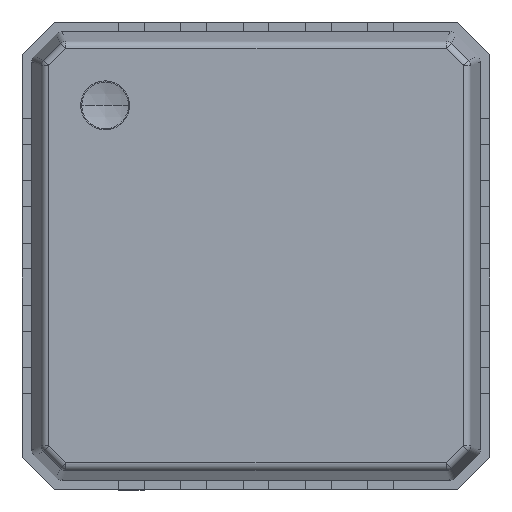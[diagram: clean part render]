
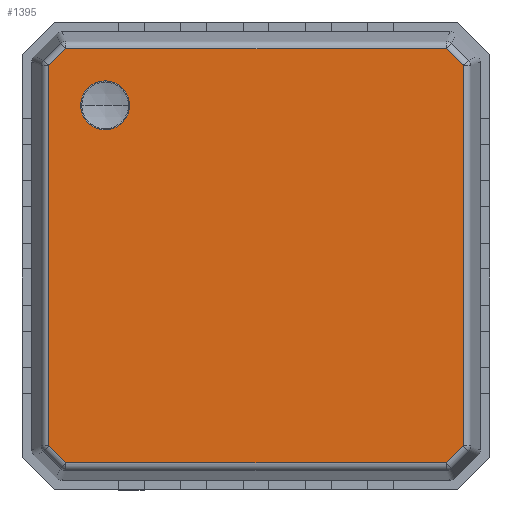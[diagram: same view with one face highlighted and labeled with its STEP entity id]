
A CAD part, top view. The second image highlights one B-rep face of the part: STEP entity #1395.
In plain terms, the highlighted planar face has unit normal (0, 0, 1).
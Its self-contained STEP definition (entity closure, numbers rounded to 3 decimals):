
#1296 = VERTEX_POINT ( 'NONE', #6180 ) ;
#1298 = EDGE_CURVE ( 'NONE', #1299, #1296, #6237, .T. ) ;
#1299 = VERTEX_POINT ( 'NONE', #6232 ) ;
#1395 = ADVANCED_FACE ( 'NONE', ( #6403, #6402 ), #6429, .F. ) ;
#1396 = EDGE_LOOP ( 'NONE', ( #1397, #1458, #1461, #1464, #1467, #1441, #1444, #1447 ) ) ;
#1397 = ORIENTED_EDGE ( 'NONE', *, *, #1455, .T. ) ;
#1441 = ORIENTED_EDGE ( 'NONE', *, *, #1442, .T. ) ;
#1442 = EDGE_CURVE ( 'NONE', #1469, #1443, #6529, .T. ) ;
#1443 = VERTEX_POINT ( 'NONE', #6522 ) ;
#1444 = ORIENTED_EDGE ( 'NONE', *, *, #1445, .T. ) ;
#1445 = EDGE_CURVE ( 'NONE', #1443, #1446, #6521, .T. ) ;
#1446 = VERTEX_POINT ( 'NONE', #6517 ) ;
#1447 = ORIENTED_EDGE ( 'NONE', *, *, #1448, .T. ) ;
#1448 = EDGE_CURVE ( 'NONE', #1446, #1456, #6516, .T. ) ;
#1449 = EDGE_LOOP ( 'NONE', ( #1450, #1451 ) ) ;
#1450 = ORIENTED_EDGE ( 'NONE', *, *, #1298, .T. ) ;
#1451 = ORIENTED_EDGE ( 'NONE', *, *, #1452, .T. ) ;
#1452 = EDGE_CURVE ( 'NONE', #1296, #1299, #6511, .T. ) ;
#1455 = EDGE_CURVE ( 'NONE', #1456, #1457, #6543, .T. ) ;
#1456 = VERTEX_POINT ( 'NONE', #6539 ) ;
#1457 = VERTEX_POINT ( 'NONE', #6538 ) ;
#1458 = ORIENTED_EDGE ( 'NONE', *, *, #1459, .T. ) ;
#1459 = EDGE_CURVE ( 'NONE', #1457, #1460, #6537, .T. ) ;
#1460 = VERTEX_POINT ( 'NONE', #6533 ) ;
#1461 = ORIENTED_EDGE ( 'NONE', *, *, #1462, .T. ) ;
#1462 = EDGE_CURVE ( 'NONE', #1460, #1463, #6532, .T. ) ;
#1463 = VERTEX_POINT ( 'NONE', #6581 ) ;
#1464 = ORIENTED_EDGE ( 'NONE', *, *, #1465, .T. ) ;
#1465 = EDGE_CURVE ( 'NONE', #1463, #1466, #6580, .T. ) ;
#1466 = VERTEX_POINT ( 'NONE', #6576 ) ;
#1467 = ORIENTED_EDGE ( 'NONE', *, *, #1468, .T. ) ;
#1468 = EDGE_CURVE ( 'NONE', #1466, #1469, #6575, .T. ) ;
#1469 = VERTEX_POINT ( 'NONE', #6571 ) ;
#6180 = CARTESIAN_POINT ( 'NONE',  ( -1.621, 1.931, 0.85 ) ) ;
#6232 = CARTESIAN_POINT ( 'NONE',  ( -2.249, 1.931, 0.85 ) ) ;
#6233 = DIRECTION ( 'NONE',  ( -1., 0., 0. ) ) ;
#6234 = DIRECTION ( 'NONE',  ( 0., 0., -1. ) ) ;
#6235 = CARTESIAN_POINT ( 'NONE',  ( -1.935, 1.931, 0.85 ) ) ;
#6236 = AXIS2_PLACEMENT_3D ( 'NONE', #6235, #6234, #6233 ) ;
#6237 = CIRCLE ( 'NONE', #6236, 0.314 ) ;
#6402 = FACE_BOUND ( 'NONE', #1449, .T. ) ;
#6403 = FACE_OUTER_BOUND ( 'NONE', #1396, .T. ) ;
#6425 = DIRECTION ( 'NONE',  ( -1., 0., 0. ) ) ;
#6426 = DIRECTION ( 'NONE',  ( 0., 0., -1. ) ) ;
#6427 = CARTESIAN_POINT ( 'NONE',  ( -2.875, 2.875, 0.85 ) ) ;
#6428 = AXIS2_PLACEMENT_3D ( 'NONE', #6427, #6426, #6425 ) ;
#6429 = PLANE ( 'NONE',  #6428 ) ;
#6507 = DIRECTION ( 'NONE',  ( -1., 0., 0. ) ) ;
#6508 = DIRECTION ( 'NONE',  ( 0., 0., -1. ) ) ;
#6509 = CARTESIAN_POINT ( 'NONE',  ( -1.935, 1.931, 0.85 ) ) ;
#6510 = AXIS2_PLACEMENT_3D ( 'NONE', #6509, #6508, #6507 ) ;
#6511 = CIRCLE ( 'NONE', #6510, 0.314 ) ;
#6513 = DIRECTION ( 'NONE',  ( 0.707, 0.707, 0. ) ) ;
#6514 = VECTOR ( 'NONE', #6513, 1000. ) ;
#6515 = CARTESIAN_POINT ( 'NONE',  ( 2.68, -2.414, 0.85 ) ) ;
#6516 = LINE ( 'NONE', #6515, #6514 ) ;
#6517 = CARTESIAN_POINT ( 'NONE',  ( 2.437, -2.656, 0.85 ) ) ;
#6518 = DIRECTION ( 'NONE',  ( 1., 0., 0. ) ) ;
#6519 = VECTOR ( 'NONE', #6518, 1000. ) ;
#6520 = CARTESIAN_POINT ( 'NONE',  ( 2.471, -2.656, 0.85 ) ) ;
#6521 = LINE ( 'NONE', #6520, #6519 ) ;
#6522 = CARTESIAN_POINT ( 'NONE',  ( -2.437, -2.656, 0.85 ) ) ;
#6523 = DIRECTION ( 'NONE',  ( 0.707, -0.707, 0. ) ) ;
#6524 = VECTOR ( 'NONE', #6523, 1000. ) ;
#6525 = CARTESIAN_POINT ( 'NONE',  ( -2.414, -2.68, 0.85 ) ) ;
#6529 = LINE ( 'NONE', #6525, #6524 ) ;
#6530 = DIRECTION ( 'NONE',  ( -1., 0., 0. ) ) ;
#6531 = CARTESIAN_POINT ( 'NONE',  ( -2.471, 2.656, 0.85 ) ) ;
#6532 = LINE ( 'NONE', #6531, #6582 ) ;
#6533 = CARTESIAN_POINT ( 'NONE',  ( 2.437, 2.656, 0.85 ) ) ;
#6534 = DIRECTION ( 'NONE',  ( -0.707, 0.707, 0. ) ) ;
#6535 = VECTOR ( 'NONE', #6534, 1000. ) ;
#6536 = CARTESIAN_POINT ( 'NONE',  ( 2.414, 2.68, 0.85 ) ) ;
#6537 = LINE ( 'NONE', #6536, #6535 ) ;
#6538 = CARTESIAN_POINT ( 'NONE',  ( 2.656, 2.437, 0.85 ) ) ;
#6539 = CARTESIAN_POINT ( 'NONE',  ( 2.656, -2.437, 0.85 ) ) ;
#6540 = DIRECTION ( 'NONE',  ( 0., 1., 0. ) ) ;
#6541 = VECTOR ( 'NONE', #6540, 1000. ) ;
#6542 = CARTESIAN_POINT ( 'NONE',  ( 2.656, 2.471, 0.85 ) ) ;
#6543 = LINE ( 'NONE', #6542, #6541 ) ;
#6571 = CARTESIAN_POINT ( 'NONE',  ( -2.656, -2.437, 0.85 ) ) ;
#6572 = DIRECTION ( 'NONE',  ( 0., -1., 0. ) ) ;
#6573 = VECTOR ( 'NONE', #6572, 1000. ) ;
#6574 = CARTESIAN_POINT ( 'NONE',  ( -2.656, -2.471, 0.85 ) ) ;
#6575 = LINE ( 'NONE', #6574, #6573 ) ;
#6576 = CARTESIAN_POINT ( 'NONE',  ( -2.656, 2.437, 0.85 ) ) ;
#6577 = DIRECTION ( 'NONE',  ( -0.707, -0.707, 0. ) ) ;
#6578 = VECTOR ( 'NONE', #6577, 1000. ) ;
#6579 = CARTESIAN_POINT ( 'NONE',  ( -2.68, 2.414, 0.85 ) ) ;
#6580 = LINE ( 'NONE', #6579, #6578 ) ;
#6581 = CARTESIAN_POINT ( 'NONE',  ( -2.437, 2.656, 0.85 ) ) ;
#6582 = VECTOR ( 'NONE', #6530, 1000. ) ;
